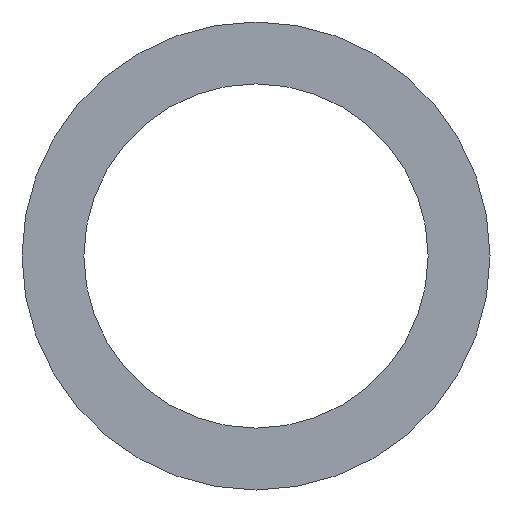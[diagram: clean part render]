
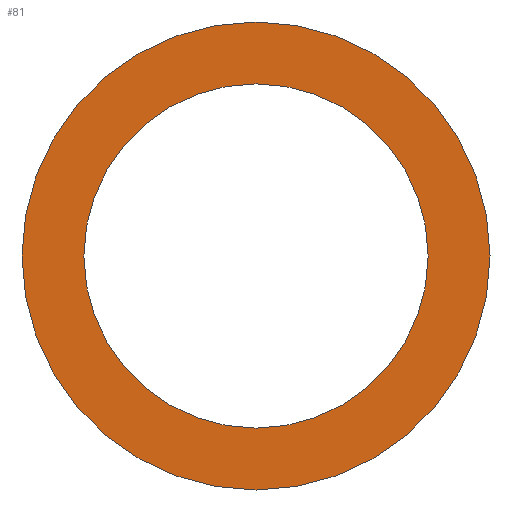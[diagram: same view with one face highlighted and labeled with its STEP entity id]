
A CAD part, front view. The second image highlights one B-rep face of the part: STEP entity #81.
In plain terms, the highlighted planar face has unit normal (0, -1, 0).
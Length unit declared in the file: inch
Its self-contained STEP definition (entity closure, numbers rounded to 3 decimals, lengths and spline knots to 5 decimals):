
#15 = DIRECTION ( 'NONE',  ( 0., 1., 0. ) ) ;
#25 = VERTEX_POINT ( 'NONE', #226 ) ;
#33 = CARTESIAN_POINT ( 'NONE',  ( 0., 0., 0.9075 ) ) ;
#36 = AXIS2_PLACEMENT_3D ( 'NONE', #206, #15, #161 ) ;
#40 = DIRECTION ( 'NONE',  ( 0., 0., 1. ) ) ;
#44 = EDGE_LOOP ( 'NONE', ( #200, #327 ) ) ;
#47 = ORIENTED_EDGE ( 'NONE', *, *, #92, .T. ) ;
#57 = CARTESIAN_POINT ( 'NONE',  ( 0., 0., 0. ) ) ;
#61 = VERTEX_POINT ( 'NONE', #220 ) ;
#63 = DIRECTION ( 'NONE',  ( 0., 1., 0. ) ) ;
#66 = DIRECTION ( 'NONE',  ( 0., 0., 1. ) ) ;
#71 = EDGE_CURVE ( 'NONE', #108, #61, #231, .T. ) ;
#81 = ADVANCED_FACE ( 'NONE', ( #185, #281 ), #110, .F. ) ;
#86 = EDGE_LOOP ( 'NONE', ( #250, #47 ) ) ;
#89 = DIRECTION ( 'NONE',  ( 0., 0., 1. ) ) ;
#91 = AXIS2_PLACEMENT_3D ( 'NONE', #57, #63, #66 ) ;
#92 = EDGE_CURVE ( 'NONE', #25, #301, #192, .T. ) ;
#108 = VERTEX_POINT ( 'NONE', #33 ) ;
#110 = PLANE ( 'NONE',  #91 ) ;
#159 = EDGE_CURVE ( 'NONE', #301, #25, #213, .T. ) ;
#161 = DIRECTION ( 'NONE',  ( 0., 0., 1. ) ) ;
#174 = AXIS2_PLACEMENT_3D ( 'NONE', #319, #293, #89 ) ;
#185 = FACE_OUTER_BOUND ( 'NONE', #44, .T. ) ;
#187 = CARTESIAN_POINT ( 'NONE',  ( 0., 0., 0. ) ) ;
#192 = CIRCLE ( 'NONE', #36, 0.6675 ) ;
#195 = DIRECTION ( 'NONE',  ( 0., 1., 0. ) ) ;
#197 = CARTESIAN_POINT ( 'NONE',  ( 0., 0., -0.6675 ) ) ;
#200 = ORIENTED_EDGE ( 'NONE', *, *, #279, .F. ) ;
#206 = CARTESIAN_POINT ( 'NONE',  ( 0., 0., 0. ) ) ;
#213 = CIRCLE ( 'NONE', #304, 0.6675 ) ;
#220 = CARTESIAN_POINT ( 'NONE',  ( 0., 0., -0.9075 ) ) ;
#226 = CARTESIAN_POINT ( 'NONE',  ( 0., 0., 0.6675 ) ) ;
#231 = CIRCLE ( 'NONE', #303, 0.9075 ) ;
#250 = ORIENTED_EDGE ( 'NONE', *, *, #159, .T. ) ;
#258 = CIRCLE ( 'NONE', #174, 0.9075 ) ;
#279 = EDGE_CURVE ( 'NONE', #61, #108, #258, .T. ) ;
#281 = FACE_BOUND ( 'NONE', #86, .T. ) ;
#293 = DIRECTION ( 'NONE',  ( 0., 1., 0. ) ) ;
#294 = DIRECTION ( 'NONE',  ( 0., 0., 1. ) ) ;
#301 = VERTEX_POINT ( 'NONE', #197 ) ;
#303 = AXIS2_PLACEMENT_3D ( 'NONE', #320, #195, #294 ) ;
#304 = AXIS2_PLACEMENT_3D ( 'NONE', #187, #317, #40 ) ;
#317 = DIRECTION ( 'NONE',  ( 0., 1., 0. ) ) ;
#319 = CARTESIAN_POINT ( 'NONE',  ( 0., 0., 0. ) ) ;
#320 = CARTESIAN_POINT ( 'NONE',  ( 0., 0., 0. ) ) ;
#327 = ORIENTED_EDGE ( 'NONE', *, *, #71, .F. ) ;
